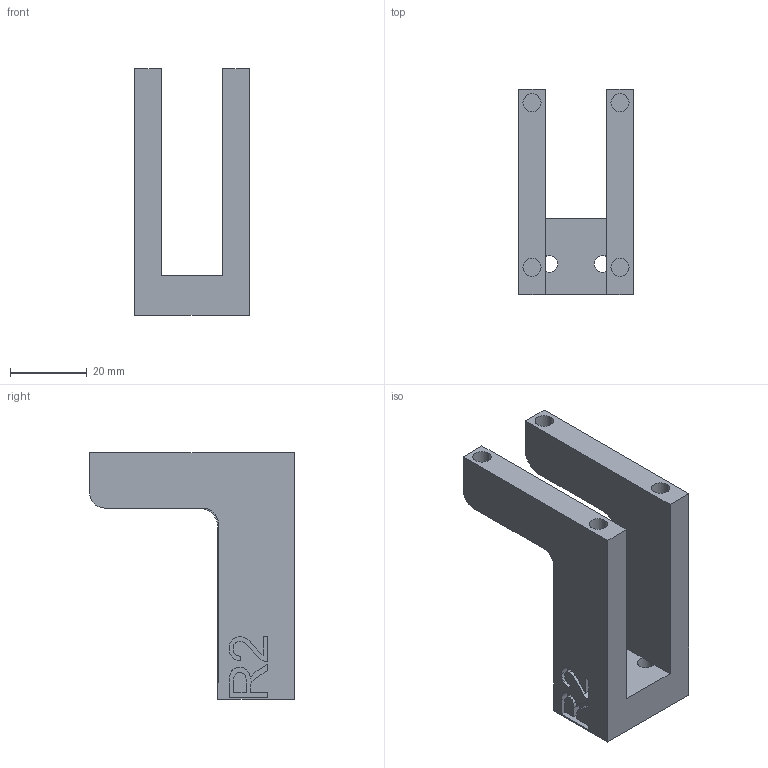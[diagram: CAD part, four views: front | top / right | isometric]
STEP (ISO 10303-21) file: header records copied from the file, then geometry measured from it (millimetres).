
FILE_DESCRIPTION (( 'STEP AP214' ), '1' );
FILE_NAME ('lateral spout mount.STEP', '2025-09-19T19:16:09', ( '' ), ( '' ), 'SwSTEP 2.0', 'SolidWorks 2025', '' );
FILE_SCHEMA (( 'AUTOMOTIVE_DESIGN' ));
Length unit declared in the file: millimetre
Products named in the file (1): lateral spout mount
Bounding box: 30 x 53.5 x 64.5 mm (x, y, z)
Volume: 26701.6 mm3; surface area: 12330.5 mm2
Topology: 1 solids, 1 shells, 106 faces, 281 edges, 186 vertices
Faces by surface type: plane 44, bspline 34, cylinder 28
Entity records: 3644 total; most frequent: CARTESIAN_POINT 1152, ORIENTED_EDGE 562, DIRECTION 419, EDGE_CURVE 281, VERTEX_POINT 186, VECTOR 153, LINE 153, AXIS2_PLACEMENT_3D 133
